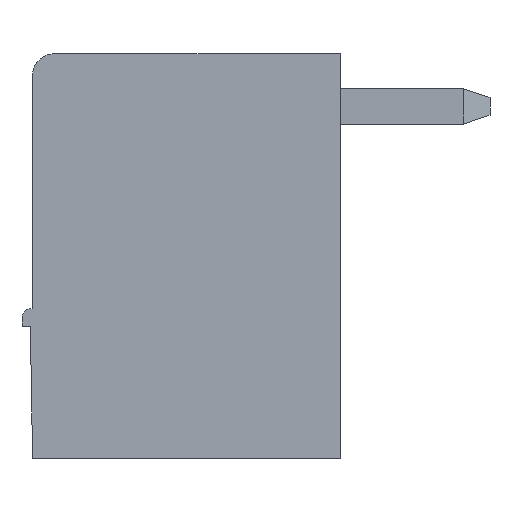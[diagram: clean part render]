
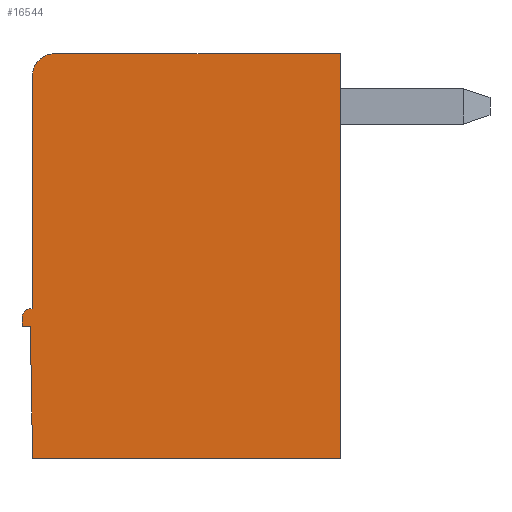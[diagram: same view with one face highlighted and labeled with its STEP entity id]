
A CAD part, left-side view. The second image highlights one B-rep face of the part: STEP entity #16544.
In plain terms, the highlighted planar face has unit normal (-1, 0, 0).
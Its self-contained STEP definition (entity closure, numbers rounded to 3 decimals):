
#1935=DIRECTION('',(0.,-1.,0.));
#1936=VECTOR('',#1935,0.19);
#1937=CARTESIAN_POINT('',(-6.11,7.29,-6.2));
#1938=LINE('',#1937,#1936);
#1943=DIRECTION('',(0.,0.,-1.));
#1944=VECTOR('',#1943,0.2);
#1945=CARTESIAN_POINT('',(-6.11,7.29,-6.));
#1946=LINE('',#1945,#1944);
#1955=DIRECTION('',(0.,1.,0.));
#1956=VECTOR('',#1955,0.04);
#1957=CARTESIAN_POINT('',(-6.11,7.05,
-5.8));
#1958=LINE('',#1957,#1956);
#5918=DIRECTION('',(0.,1.,0.));
#5919=VECTOR('',#5918,7.);
#5920=CARTESIAN_POINT('',(-6.11,0.05,
-9.2));
#5921=LINE('',#5920,#5919);
#5922=DIRECTION('',(0.,0.017,1.));
#5923=VECTOR('',#5922,3.);
#5924=CARTESIAN_POINT('',(-6.11,7.05,
-9.2));
#5925=LINE('',#5924,#5923);
#5926=CARTESIAN_POINT('',(-6.11,7.09,
-6.));
#5927=DIRECTION('',(1.,0.,0.));
#5928=DIRECTION('',(0.,1.,0.));
#5929=AXIS2_PLACEMENT_3D('',#5926,#5927,#5928);
#5931=DIRECTION('',(0.,0.,1.));
#5932=VECTOR('',#5931,5.3);
#5933=CARTESIAN_POINT('',(-6.11,7.05,
-5.8));
#5934=LINE('',#5933,#5932);
#5935=CARTESIAN_POINT('',(-6.11,6.55,
-0.5));
#5936=DIRECTION('',(1.,0.,0.));
#5937=DIRECTION('',(0.,1.,0.));
#5938=AXIS2_PLACEMENT_3D('',#5935,#5936,#5937);
#5940=DIRECTION('',(0.,-1.,0.));
#5941=VECTOR('',#5940,6.5);
#5942=CARTESIAN_POINT('',(-6.11,6.55,
0.));
#5943=LINE('',#5942,#5941);
#5944=DIRECTION('',(0.,0.,-1.));
#5945=VECTOR('',#5944,9.2);
#5946=CARTESIAN_POINT('',(-6.11,0.05,
0.));
#5947=LINE('',#5946,#5945);
#7292=CARTESIAN_POINT('',(-6.11,0.05,
-9.2));
#7293=CARTESIAN_POINT('',(-6.11,7.05,
-9.2));
#7294=VERTEX_POINT('',#7292);
#7295=VERTEX_POINT('',#7293);
#7332=CARTESIAN_POINT('',(-6.11,7.1,-6.2));
#7333=VERTEX_POINT('',#7332);
#7334=CARTESIAN_POINT('',(-6.11,7.29,-6.2));
#7335=VERTEX_POINT('',#7334);
#7336=CARTESIAN_POINT('',(-6.11,7.29,-6.));
#7337=VERTEX_POINT('',#7336);
#7338=CARTESIAN_POINT('',(-6.11,7.09,
-5.8));
#7339=VERTEX_POINT('',#7338);
#7340=CARTESIAN_POINT('',(-6.11,7.05,
-5.8));
#7341=VERTEX_POINT('',#7340);
#7342=CARTESIAN_POINT('',(-6.11,7.05,
-0.5));
#7343=VERTEX_POINT('',#7342);
#7344=CARTESIAN_POINT('',(-6.11,6.55,
0.));
#7345=VERTEX_POINT('',#7344);
#7346=CARTESIAN_POINT('',(-6.11,0.05,
0.));
#7347=VERTEX_POINT('',#7346);
#16527=CARTESIAN_POINT('',(-6.11,0.,0.));
#16528=DIRECTION('',(1.,0.,0.));
#16529=DIRECTION('',(0.,0.,-1.));
#16530=AXIS2_PLACEMENT_3D('',#16527,#16528,#16529);
#16531=PLANE('',#16530);
#16532=ORIENTED_EDGE('',*,*,#8344,.T.);
#16533=ORIENTED_EDGE('',*,*,#10734,.T.);
#16534=ORIENTED_EDGE('',*,*,#10749,.F.);
#16535=ORIENTED_EDGE('',*,*,#10764,.F.);
#16536=ORIENTED_EDGE('',*,*,#10779,.T.);
#16537=ORIENTED_EDGE('',*,*,#10794,.F.);
#16538=ORIENTED_EDGE('',*,*,#10809,.T.);
#16539=ORIENTED_EDGE('',*,*,#10824,.T.);
#16540=ORIENTED_EDGE('',*,*,#10839,.T.);
#16541=ORIENTED_EDGE('',*,*,#10853,.T.);
#16542=EDGE_LOOP('',(#16532,#16533,#16534,#16535,#16536,#16537,#16538,#16539,
#16540,#16541));
#16543=FACE_OUTER_BOUND('',#16542,.F.);
#5930=CIRCLE('',#5929,0.2);
#5939=CIRCLE('',#5938,0.5);
#8344=EDGE_CURVE('',#7294,#7295,#5921,.T.);
#10734=EDGE_CURVE('',#7295,#7333,#5925,.T.);
#10749=EDGE_CURVE('',#7335,#7333,#1938,.T.);
#10764=EDGE_CURVE('',#7337,#7335,#1946,.T.);
#10779=EDGE_CURVE('',#7337,#7339,#5930,.T.);
#10794=EDGE_CURVE('',#7341,#7339,#1958,.T.);
#10809=EDGE_CURVE('',#7341,#7343,#5934,.T.);
#10824=EDGE_CURVE('',#7343,#7345,#5939,.T.);
#10839=EDGE_CURVE('',#7345,#7347,#5943,.T.);
#10853=EDGE_CURVE('',#7347,#7294,#5947,.T.);
#16544=ADVANCED_FACE('',(#16543),#16531,.F.);
